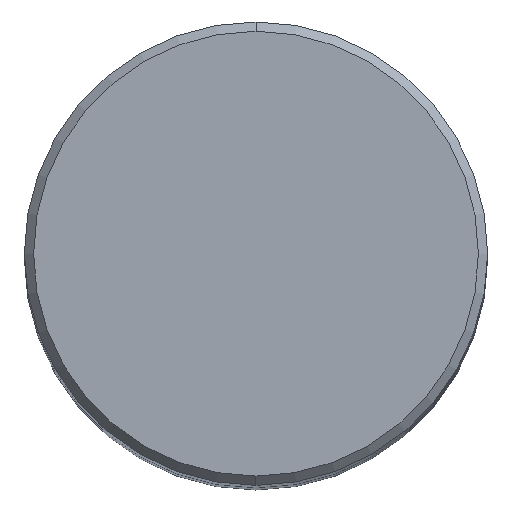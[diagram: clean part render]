
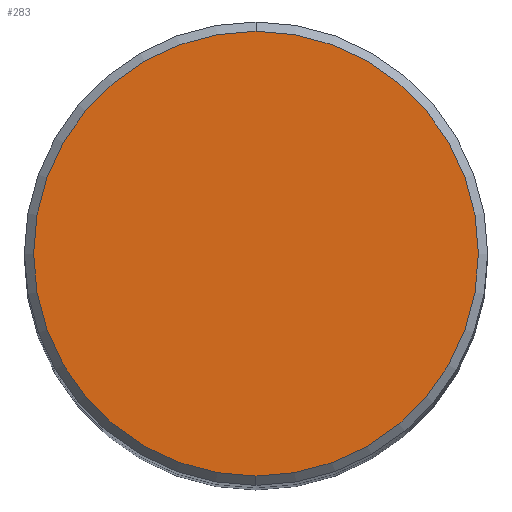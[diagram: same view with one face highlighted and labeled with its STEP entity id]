
A CAD part, top view. The second image highlights one B-rep face of the part: STEP entity #283.
In plain terms, the highlighted planar face has unit normal (0, 0, 1).
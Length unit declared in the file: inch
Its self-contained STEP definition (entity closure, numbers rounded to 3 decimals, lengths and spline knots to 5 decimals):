
#6 = DIRECTION ( 'NONE',  ( 0., 0., 1. ) ) ;
#13 = CARTESIAN_POINT ( 'NONE',  ( 0., 0.48, 0. ) ) ;
#30 = EDGE_LOOP ( 'NONE', ( #223, #399 ) ) ;
#126 = CIRCLE ( 'NONE', #297, 0.48 ) ;
#140 = FACE_OUTER_BOUND ( 'NONE', #30, .T. ) ;
#151 = VERTEX_POINT ( 'NONE', #201 ) ;
#174 = DIRECTION ( 'NONE',  ( 0., -1., 0. ) ) ;
#185 = AXIS2_PLACEMENT_3D ( 'NONE', #13, #404, #370 ) ;
#201 = CARTESIAN_POINT ( 'NONE',  ( 0., 0.48, 0. ) ) ;
#210 = DIRECTION ( 'NONE',  ( 0., 0., 1. ) ) ;
#223 = ORIENTED_EDGE ( 'NONE', *, *, #226, .T. ) ;
#226 = EDGE_CURVE ( 'NONE', #151, #353, #126, .T. ) ;
#251 = EDGE_CURVE ( 'NONE', #353, #151, #355, .T. ) ;
#269 = AXIS2_PLACEMENT_3D ( 'NONE', #403, #210, #335 ) ;
#283 = ADVANCED_FACE ( 'NONE', ( #140 ), #396, .F. ) ;
#294 = CARTESIAN_POINT ( 'NONE',  ( 0., 0., 0. ) ) ;
#297 = AXIS2_PLACEMENT_3D ( 'NONE', #294, #6, #174 ) ;
#311 = CARTESIAN_POINT ( 'NONE',  ( 0., -0.48, 0. ) ) ;
#335 = DIRECTION ( 'NONE',  ( 0., -1., 0. ) ) ;
#353 = VERTEX_POINT ( 'NONE', #311 ) ;
#355 = CIRCLE ( 'NONE', #269, 0.48 ) ;
#370 = DIRECTION ( 'NONE',  ( 0., 1., 0. ) ) ;
#396 = PLANE ( 'NONE',  #185 ) ;
#399 = ORIENTED_EDGE ( 'NONE', *, *, #251, .T. ) ;
#403 = CARTESIAN_POINT ( 'NONE',  ( 0., 0., 0. ) ) ;
#404 = DIRECTION ( 'NONE',  ( 0., 0., -1. ) ) ;
